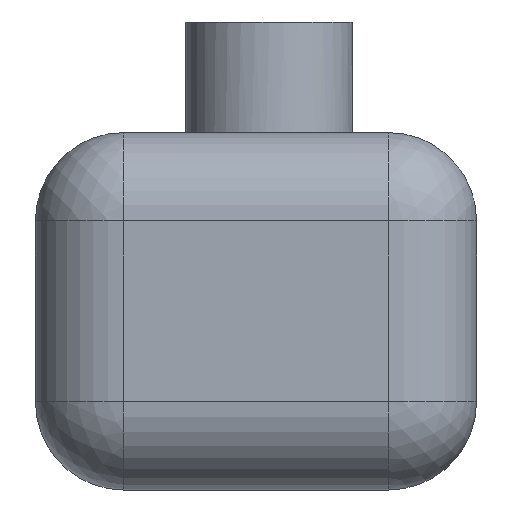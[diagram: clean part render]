
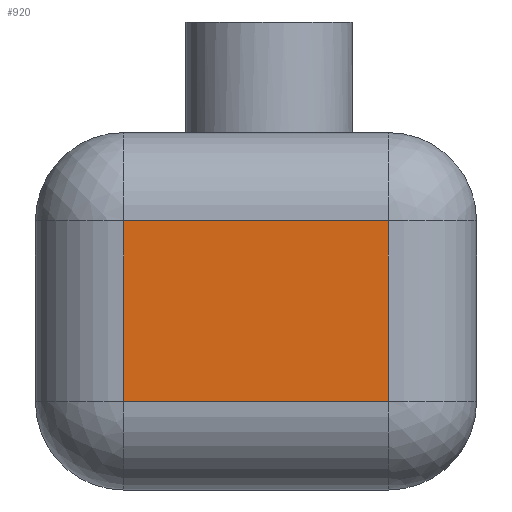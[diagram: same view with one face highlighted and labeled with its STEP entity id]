
A CAD part, front view. The second image highlights one B-rep face of the part: STEP entity #920.
In plain terms, the highlighted planar face has unit normal (0, -1, 0).
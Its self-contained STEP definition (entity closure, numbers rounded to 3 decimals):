
#254=DIRECTION('',(0.,0.,-1.));
#255=VECTOR('',#254,32.823);
#256=CARTESIAN_POINT('',(64.022,0.,48.823));
#257=LINE('',#256,#255);
#258=DIRECTION('',(-1.,0.,0.));
#259=VECTOR('',#258,48.022);
#260=CARTESIAN_POINT('',(64.022,0.,16.));
#261=LINE('',#260,#259);
#262=DIRECTION('',(0.,0.,1.));
#263=VECTOR('',#262,32.823);
#264=CARTESIAN_POINT('',(16.,0.,16.));
#265=LINE('',#264,#263);
#266=DIRECTION('',(1.,0.,0.));
#267=VECTOR('',#266,48.022);
#268=CARTESIAN_POINT('',(16.,0.,48.823));
#269=LINE('',#268,#267);
#536=CARTESIAN_POINT('',(64.022,0.,48.823));
#537=CARTESIAN_POINT('',(64.022,0.,16.));
#538=VERTEX_POINT('',#536);
#539=VERTEX_POINT('',#537);
#544=CARTESIAN_POINT('',(16.,0.,16.));
#545=VERTEX_POINT('',#544);
#550=CARTESIAN_POINT('',(16.,0.,48.823));
#551=VERTEX_POINT('',#550);
#907=CARTESIAN_POINT('',(0.,0.,0.));
#908=DIRECTION('',(0.,-1.,0.));
#909=DIRECTION('',(1.,0.,0.));
#910=AXIS2_PLACEMENT_3D('',#907,#908,#909);
#911=PLANE('',#910);
#912=ORIENTED_EDGE('',*,*,#900,.T.);
#913=ORIENTED_EDGE('',*,*,#693,.T.);
#915=ORIENTED_EDGE('',*,*,#914,.T.);
#917=ORIENTED_EDGE('',*,*,#916,.T.);
#918=EDGE_LOOP('',(#912,#913,#915,#917));
#919=FACE_OUTER_BOUND('',#918,.F.);
#693=EDGE_CURVE('',#539,#545,#261,.T.);
#900=EDGE_CURVE('',#538,#539,#257,.T.);
#914=EDGE_CURVE('',#545,#551,#265,.T.);
#916=EDGE_CURVE('',#551,#538,#269,.T.);
#920=ADVANCED_FACE('',(#919),#911,.T.);
